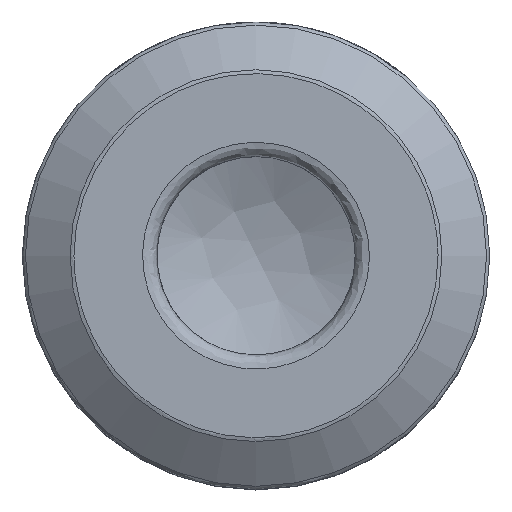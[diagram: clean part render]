
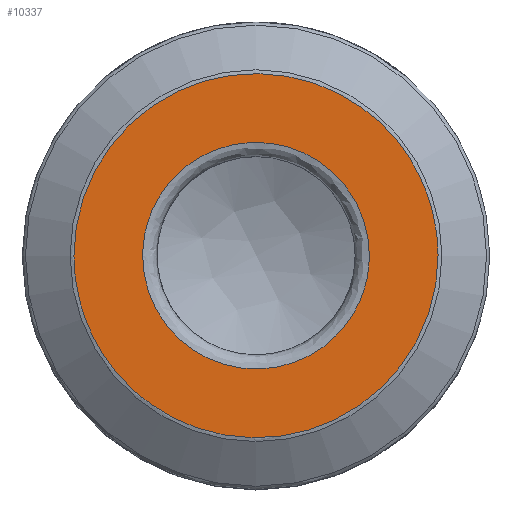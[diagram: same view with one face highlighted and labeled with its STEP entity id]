
A CAD part, top view. The second image highlights one B-rep face of the part: STEP entity #10337.
In plain terms, the highlighted planar face has unit normal (0, 0, 1).
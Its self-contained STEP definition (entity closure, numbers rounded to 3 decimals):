
#294 = EDGE_CURVE ( 'NONE', #16325, #15628, #17142, .T. ) ;
#432 = ORIENTED_EDGE ( 'NONE', *, *, #885, .F. ) ;
#549 = CARTESIAN_POINT ( 'NONE',  ( 6.227, 11.542, 50.788 ) ) ;
#885 = EDGE_CURVE ( 'NONE', #15628, #16325, #11551, .T. ) ;
#1719 =( BOUNDED_CURVE ( )  B_SPLINE_CURVE ( 3, ( #5996, #8951, #10177, #13236 ),
 .UNSPECIFIED., .F., .F. ) 
 B_SPLINE_CURVE_WITH_KNOTS ( ( 4, 4 ),
 ( 0., 1. ),
 .UNSPECIFIED. ) 
 CURVE ( )  GEOMETRIC_REPRESENTATION_ITEM ( )  RATIONAL_B_SPLINE_CURVE ( ( 1., 0.333, 0.333, 1. ) ) 
 REPRESENTATION_ITEM ( '' )  );
#1909 = CARTESIAN_POINT ( 'NONE',  ( -19.474, -14.159, 50.788 ) ) ;
#4496 = PLANE ( 'NONE',  #17457 ) ;
#4859 = ORIENTED_EDGE ( 'NONE', *, *, #16784, .F. ) ;
#5611 = CARTESIAN_POINT ( 'NONE',  ( -19.474, 11.542, 50.788 ) ) ;
#5718 = CARTESIAN_POINT ( 'NONE',  ( 1.376, 27.542, 50.788 ) ) ;
#5996 = CARTESIAN_POINT ( 'NONE',  ( -14.624, 11.542, 50.788 ) ) ;
#6414 = CARTESIAN_POINT ( 'NONE',  ( -6.624, 24.542, 50.788 ) ) ;
#7194 = FACE_OUTER_BOUND ( 'NONE', #14816, .T. ) ;
#7205 = CARTESIAN_POINT ( 'NONE',  ( -14.624, 11.542, 50.788 ) ) ;
#7457 = ORIENTED_EDGE ( 'NONE', *, *, #294, .F. ) ;
#7494 = EDGE_CURVE ( 'NONE', #16028, #18165, #1719, .T. ) ;
#7542 = CARTESIAN_POINT ( 'NONE',  ( 6.227, 11.542, 50.788 ) ) ;
#8568 = CARTESIAN_POINT ( 'NONE',  ( -19.474, 37.243, 50.788 ) ) ;
#8951 = CARTESIAN_POINT ( 'NONE',  ( -14.624, -4.458, 50.788 ) ) ;
#9398 = CARTESIAN_POINT ( 'NONE',  ( -19.474, 11.542, 50.788 ) ) ;
#10157 = CARTESIAN_POINT ( 'NONE',  ( 1.376, 11.542, 50.788 ) ) ;
#10177 = CARTESIAN_POINT ( 'NONE',  ( 1.376, -4.458, 50.788 ) ) ;
#10337 = ADVANCED_FACE ( 'NONE', ( #7194, #17505 ), #4496, .F. ) ;
#10706 = DIRECTION ( 'NONE',  ( -1., 0., 0. ) ) ;
#10809 = CARTESIAN_POINT ( 'NONE',  ( -19.474, 11.542, 50.788 ) ) ;
#10882 = CARTESIAN_POINT ( 'NONE',  ( 6.227, -14.159, 50.788 ) ) ;
#11542 = CARTESIAN_POINT ( 'NONE',  ( 6.227, 37.243, 50.788 ) ) ;
#11551 =( BOUNDED_CURVE ( )  B_SPLINE_CURVE ( 3, ( #549, #10882, #1909, #10809 ),
 .UNSPECIFIED., .F., .F. ) 
 B_SPLINE_CURVE_WITH_KNOTS ( ( 4, 4 ),
 ( 0., 1. ),
 .UNSPECIFIED. ) 
 CURVE ( )  GEOMETRIC_REPRESENTATION_ITEM ( )  RATIONAL_B_SPLINE_CURVE ( ( 1., 0.333, 0.333, 1. ) ) 
 REPRESENTATION_ITEM ( '' )  );
#12230 = DIRECTION ( 'NONE',  ( 0., 0., -1. ) ) ;
#13029 =( BOUNDED_CURVE ( )  B_SPLINE_CURVE ( 3, ( #10157, #5718, #14504, #7205 ),
 .UNSPECIFIED., .F., .F. ) 
 B_SPLINE_CURVE_WITH_KNOTS ( ( 4, 4 ),
 ( 0., 1. ),
 .UNSPECIFIED. ) 
 CURVE ( )  GEOMETRIC_REPRESENTATION_ITEM ( )  RATIONAL_B_SPLINE_CURVE ( ( 1., 0.333, 0.333, 1. ) ) 
 REPRESENTATION_ITEM ( '' )  );
#13236 = CARTESIAN_POINT ( 'NONE',  ( 1.376, 11.542, 50.788 ) ) ;
#13545 = CARTESIAN_POINT ( 'NONE',  ( 1.376, 11.542, 50.788 ) ) ;
#13930 = CARTESIAN_POINT ( 'NONE',  ( -14.624, 11.542, 50.788 ) ) ;
#14246 = CARTESIAN_POINT ( 'NONE',  ( 6.227, 11.542, 50.788 ) ) ;
#14504 = CARTESIAN_POINT ( 'NONE',  ( -14.624, 27.542, 50.788 ) ) ;
#14816 = EDGE_LOOP ( 'NONE', ( #7457, #432 ) ) ;
#15628 = VERTEX_POINT ( 'NONE', #7542 ) ;
#16028 = VERTEX_POINT ( 'NONE', #13930 ) ;
#16325 = VERTEX_POINT ( 'NONE', #9398 ) ;
#16485 = EDGE_LOOP ( 'NONE', ( #18783, #4859 ) ) ;
#16784 = EDGE_CURVE ( 'NONE', #18165, #16028, #13029, .T. ) ;
#17142 =( BOUNDED_CURVE ( )  B_SPLINE_CURVE ( 3, ( #5611, #8568, #11542, #14246 ),
 .UNSPECIFIED., .F., .F. ) 
 B_SPLINE_CURVE_WITH_KNOTS ( ( 4, 4 ),
 ( 0., 1. ),
 .UNSPECIFIED. ) 
 CURVE ( )  GEOMETRIC_REPRESENTATION_ITEM ( )  RATIONAL_B_SPLINE_CURVE ( ( 1., 0.333, 0.333, 1. ) ) 
 REPRESENTATION_ITEM ( '' )  );
#17457 = AXIS2_PLACEMENT_3D ( 'NONE', #6414, #12230, #10706 ) ;
#17505 = FACE_BOUND ( 'NONE', #16485, .T. ) ;
#18165 = VERTEX_POINT ( 'NONE', #13545 ) ;
#18783 = ORIENTED_EDGE ( 'NONE', *, *, #7494, .F. ) ;
